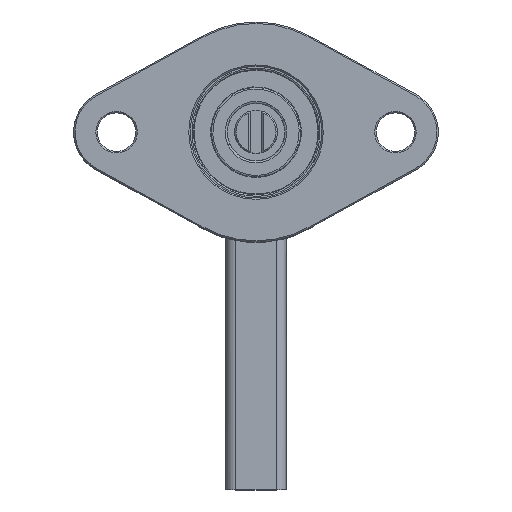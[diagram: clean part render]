
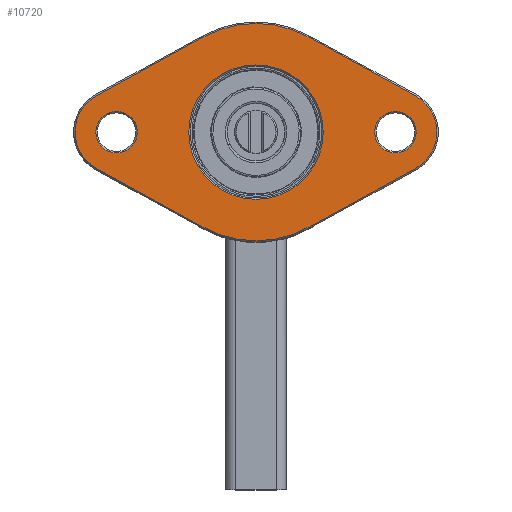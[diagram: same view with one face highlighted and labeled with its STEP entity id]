
A CAD part, top view. The second image highlights one B-rep face of the part: STEP entity #10720.
In plain terms, the highlighted planar face has unit normal (0, 0, 1).
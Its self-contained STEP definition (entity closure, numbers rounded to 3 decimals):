
#68 = ORIENTED_EDGE ( 'NONE', *, *, #4247, .T. ) ;
#168 = VERTEX_POINT ( 'NONE', #11541 ) ;
#478 = CARTESIAN_POINT ( 'NONE',  ( -11.148, -2.541, 4.5 ) ) ;
#510 = VERTEX_POINT ( 'NONE', #7840 ) ;
#513 = DIRECTION ( 'NONE',  ( 1., 0., 0. ) ) ;
#551 = AXIS2_PLACEMENT_3D ( 'NONE', #3797, #4689, #5609 ) ;
#582 = VERTEX_POINT ( 'NONE', #11301 ) ;
#601 = DIRECTION ( 'NONE',  ( 0., 0., 1. ) ) ;
#827 = EDGE_CURVE ( 'NONE', #1046, #6244, #2622, .T. ) ;
#856 = LINE ( 'NONE', #2507, #4401 ) ;
#1046 = VERTEX_POINT ( 'NONE', #7824 ) ;
#1093 = CARTESIAN_POINT ( 'NONE',  ( -3.711, -6.632, 4.5 ) ) ;
#1349 = CARTESIAN_POINT ( 'NONE',  ( 9.75, 0., 4.5 ) ) ;
#1420 = AXIS2_PLACEMENT_3D ( 'NONE', #3065, #3966, #10240 ) ;
#1479 = CIRCLE ( 'NONE', #6841, 4.7 ) ;
#1489 = ORIENTED_EDGE ( 'NONE', *, *, #2417, .T. ) ;
#1503 = CIRCLE ( 'NONE', #6636, 7.6 ) ;
#1506 = CIRCLE ( 'NONE', #1680, 1.45 ) ;
#1509 = DIRECTION ( 'NONE',  ( 1., 0., 0. ) ) ;
#1553 = DIRECTION ( 'NONE',  ( 0., 0., -1. ) ) ;
#1567 = DIRECTION ( 'NONE',  ( 0., 0., 1. ) ) ;
#1613 = ORIENTED_EDGE ( 'NONE', *, *, #4927, .T. ) ;
#1653 = CIRCLE ( 'NONE', #6152, 2.9 ) ;
#1655 = FACE_BOUND ( 'NONE', #1722, .T. ) ;
#1680 = AXIS2_PLACEMENT_3D ( 'NONE', #2396, #3352, #513 ) ;
#1722 = EDGE_LOOP ( 'NONE', ( #1613, #3078 ) ) ;
#1739 = DIRECTION ( 'NONE',  ( 0., 0., -1. ) ) ;
#1743 = AXIS2_PLACEMENT_3D ( 'NONE', #4307, #5124, #11447 ) ;
#1799 = FACE_OUTER_BOUND ( 'NONE', #10199, .T. ) ;
#1867 = ORIENTED_EDGE ( 'NONE', *, *, #827, .T. ) ;
#2096 = FACE_BOUND ( 'NONE', #6858, .T. ) ;
#2164 = ORIENTED_EDGE ( 'NONE', *, *, #9028, .T. ) ;
#2396 = CARTESIAN_POINT ( 'NONE',  ( -9.75, 0., 4.5 ) ) ;
#2417 = EDGE_CURVE ( 'NONE', #582, #7263, #7475, .T. ) ;
#2505 = DIRECTION ( 'NONE',  ( 1., 0., 0. ) ) ;
#2507 = CARTESIAN_POINT ( 'NONE',  ( 3.663, -6.659, 4.5 ) ) ;
#2622 = LINE ( 'NONE', #10836, #6855 ) ;
#2675 = EDGE_CURVE ( 'NONE', #6978, #5387, #3663, .T. ) ;
#2827 = DIRECTION ( 'NONE',  ( 0., 0., -1. ) ) ;
#3065 = CARTESIAN_POINT ( 'NONE',  ( -9.75, 0., 4.5 ) ) ;
#3078 = ORIENTED_EDGE ( 'NONE', *, *, #7956, .T. ) ;
#3199 = AXIS2_PLACEMENT_3D ( 'NONE', #11444, #9687, #5193 ) ;
#3279 = DIRECTION ( 'NONE',  ( 1., 0., 0. ) ) ;
#3352 = DIRECTION ( 'NONE',  ( 0., 0., -1. ) ) ;
#3441 = AXIS2_PLACEMENT_3D ( 'NONE', #9568, #601, #2505 ) ;
#3495 = DIRECTION ( 'NONE',  ( 1., 0., 0. ) ) ;
#3585 = CARTESIAN_POINT ( 'NONE',  ( -8.3, 0., 4.5 ) ) ;
#3627 = CARTESIAN_POINT ( 'NONE',  ( -12.65, 0., 4.5 ) ) ;
#3663 = CIRCLE ( 'NONE', #7212, 1.45 ) ;
#3768 = LINE ( 'NONE', #7025, #10623 ) ;
#3797 = CARTESIAN_POINT ( 'NONE',  ( -9.75, 0., 4.5 ) ) ;
#3912 = VERTEX_POINT ( 'NONE', #4935 ) ;
#3966 = DIRECTION ( 'NONE',  ( 0., 0., -1. ) ) ;
#4023 = DIRECTION ( 'NONE',  ( -0.876, -0.482, 0. ) ) ;
#4050 = CARTESIAN_POINT ( 'NONE',  ( 8.3, 0., 4.5 ) ) ;
#4064 = CIRCLE ( 'NONE', #7940, 4.7 ) ;
#4220 = CIRCLE ( 'NONE', #4575, 1.45 ) ;
#4247 = EDGE_CURVE ( 'NONE', #9945, #6118, #856, .T. ) ;
#4305 = ORIENTED_EDGE ( 'NONE', *, *, #4764, .T. ) ;
#4307 = CARTESIAN_POINT ( 'NONE',  ( 0., 0., 4.5 ) ) ;
#4401 = VECTOR ( 'NONE', #11633, 1000. ) ;
#4507 = FACE_BOUND ( 'NONE', #6142, .T. ) ;
#4575 = AXIS2_PLACEMENT_3D ( 'NONE', #11337, #1553, #3279 ) ;
#4593 = VERTEX_POINT ( 'NONE', #478 ) ;
#4673 = CARTESIAN_POINT ( 'NONE',  ( 9.75, 0., 4.5 ) ) ;
#4689 = DIRECTION ( 'NONE',  ( 0., 0., 1. ) ) ;
#4764 = EDGE_CURVE ( 'NONE', #6118, #1046, #1653, .T. ) ;
#4896 = EDGE_CURVE ( 'NONE', #5387, #6978, #4220, .T. ) ;
#4927 = EDGE_CURVE ( 'NONE', #9541, #168, #1506, .T. ) ;
#4935 = CARTESIAN_POINT ( 'NONE',  ( 4.7, 0., 4.5 ) ) ;
#4981 = DIRECTION ( 'NONE',  ( 0., 0., 1. ) ) ;
#4989 = ORIENTED_EDGE ( 'NONE', *, *, #7514, .T. ) ;
#5124 = DIRECTION ( 'NONE',  ( 0., 0., 1. ) ) ;
#5129 = CARTESIAN_POINT ( 'NONE',  ( 0., 0., 4.5 ) ) ;
#5193 = DIRECTION ( 'NONE',  ( 1., 0., 0. ) ) ;
#5302 = DIRECTION ( 'NONE',  ( 0.876, -0.482, 0. ) ) ;
#5387 = VERTEX_POINT ( 'NONE', #11112 ) ;
#5599 = EDGE_CURVE ( 'NONE', #4593, #11595, #3768, .T. ) ;
#5609 = DIRECTION ( 'NONE',  ( 1., 0., 0. ) ) ;
#5664 = CARTESIAN_POINT ( 'NONE',  ( -3.711, 6.632, 4.5 ) ) ;
#5851 = ORIENTED_EDGE ( 'NONE', *, *, #11517, .T. ) ;
#6116 = VECTOR ( 'NONE', #4023, 1000. ) ;
#6118 = VERTEX_POINT ( 'NONE', #7755 ) ;
#6142 = EDGE_LOOP ( 'NONE', ( #7262, #7969 ) ) ;
#6152 = AXIS2_PLACEMENT_3D ( 'NONE', #1349, #4981, #6710 ) ;
#6164 = CARTESIAN_POINT ( 'NONE',  ( 3.711, -6.632, 4.5 ) ) ;
#6244 = VERTEX_POINT ( 'NONE', #6967 ) ;
#6330 = CIRCLE ( 'NONE', #3441, 2.9 ) ;
#6636 = AXIS2_PLACEMENT_3D ( 'NONE', #5129, #1567, #10534 ) ;
#6710 = DIRECTION ( 'NONE',  ( 1., 0., 0. ) ) ;
#6841 = AXIS2_PLACEMENT_3D ( 'NONE', #8877, #1739, #3495 ) ;
#6855 = VECTOR ( 'NONE', #8110, 1000. ) ;
#6858 = EDGE_LOOP ( 'NONE', ( #8806, #5851 ) ) ;
#6877 = CIRCLE ( 'NONE', #1420, 1.45 ) ;
#6963 = LINE ( 'NONE', #9485, #6116 ) ;
#6967 = CARTESIAN_POINT ( 'NONE',  ( 3.71, 6.633, 4.5 ) ) ;
#6978 = VERTEX_POINT ( 'NONE', #4050 ) ;
#7025 = CARTESIAN_POINT ( 'NONE',  ( -3.711, -6.632, 4.5 ) ) ;
#7212 = AXIS2_PLACEMENT_3D ( 'NONE', #4673, #2827, #7462 ) ;
#7262 = ORIENTED_EDGE ( 'NONE', *, *, #4896, .T. ) ;
#7263 = VERTEX_POINT ( 'NONE', #3627 ) ;
#7371 = VERTEX_POINT ( 'NONE', #5664 ) ;
#7462 = DIRECTION ( 'NONE',  ( 1., 0., 0. ) ) ;
#7475 = CIRCLE ( 'NONE', #551, 2.9 ) ;
#7514 = EDGE_CURVE ( 'NONE', #7263, #4593, #6330, .T. ) ;
#7755 = CARTESIAN_POINT ( 'NONE',  ( 11.148, -2.541, 4.5 ) ) ;
#7824 = CARTESIAN_POINT ( 'NONE',  ( 11.148, 2.541, 4.5 ) ) ;
#7840 = CARTESIAN_POINT ( 'NONE',  ( -4.7, 0., 4.5 ) ) ;
#7940 = AXIS2_PLACEMENT_3D ( 'NONE', #9706, #11436, #1509 ) ;
#7956 = EDGE_CURVE ( 'NONE', #168, #9541, #6877, .T. ) ;
#7969 = ORIENTED_EDGE ( 'NONE', *, *, #2675, .T. ) ;
#8110 = DIRECTION ( 'NONE',  ( -0.876, 0.482, 0. ) ) ;
#8149 = EDGE_CURVE ( 'NONE', #6244, #7371, #1503, .T. ) ;
#8806 = ORIENTED_EDGE ( 'NONE', *, *, #11279, .T. ) ;
#8877 = CARTESIAN_POINT ( 'NONE',  ( 0., 0., 4.5 ) ) ;
#9028 = EDGE_CURVE ( 'NONE', #7371, #582, #6963, .T. ) ;
#9069 = CIRCLE ( 'NONE', #3199, 7.6 ) ;
#9232 = ORIENTED_EDGE ( 'NONE', *, *, #8149, .T. ) ;
#9328 = EDGE_CURVE ( 'NONE', #11595, #9945, #9069, .T. ) ;
#9342 = PLANE ( 'NONE',  #1743 ) ;
#9485 = CARTESIAN_POINT ( 'NONE',  ( -3.663, 6.659, 4.5 ) ) ;
#9541 = VERTEX_POINT ( 'NONE', #3585 ) ;
#9568 = CARTESIAN_POINT ( 'NONE',  ( -9.75, 0., 4.5 ) ) ;
#9687 = DIRECTION ( 'NONE',  ( 0., 0., 1. ) ) ;
#9706 = CARTESIAN_POINT ( 'NONE',  ( 0., 0., 4.5 ) ) ;
#9945 = VERTEX_POINT ( 'NONE', #6164 ) ;
#10199 = EDGE_LOOP ( 'NONE', ( #1489, #4989, #11151, #10279, #68, #4305, #1867, #9232, #2164 ) ) ;
#10240 = DIRECTION ( 'NONE',  ( 1., 0., 0. ) ) ;
#10279 = ORIENTED_EDGE ( 'NONE', *, *, #9328, .T. ) ;
#10534 = DIRECTION ( 'NONE',  ( 1., 0., 0. ) ) ;
#10623 = VECTOR ( 'NONE', #5302, 1000. ) ;
#10720 = ADVANCED_FACE ( 'NONE', ( #4507, #1655, #1799, #2096 ), #9342, .T. ) ;
#10836 = CARTESIAN_POINT ( 'NONE',  ( 3.711, 6.632, 4.5 ) ) ;
#11112 = CARTESIAN_POINT ( 'NONE',  ( 11.2, 0., 4.5 ) ) ;
#11151 = ORIENTED_EDGE ( 'NONE', *, *, #5599, .T. ) ;
#11279 = EDGE_CURVE ( 'NONE', #3912, #510, #4064, .T. ) ;
#11301 = CARTESIAN_POINT ( 'NONE',  ( -11.148, 2.541, 4.5 ) ) ;
#11337 = CARTESIAN_POINT ( 'NONE',  ( 9.75, 0., 4.5 ) ) ;
#11436 = DIRECTION ( 'NONE',  ( 0., 0., -1. ) ) ;
#11444 = CARTESIAN_POINT ( 'NONE',  ( 0., 0., 4.5 ) ) ;
#11447 = DIRECTION ( 'NONE',  ( 1., 0., 0. ) ) ;
#11517 = EDGE_CURVE ( 'NONE', #510, #3912, #1479, .T. ) ;
#11541 = CARTESIAN_POINT ( 'NONE',  ( -11.2, 0., 4.5 ) ) ;
#11595 = VERTEX_POINT ( 'NONE', #1093 ) ;
#11633 = DIRECTION ( 'NONE',  ( 0.876, 0.482, 0. ) ) ;
